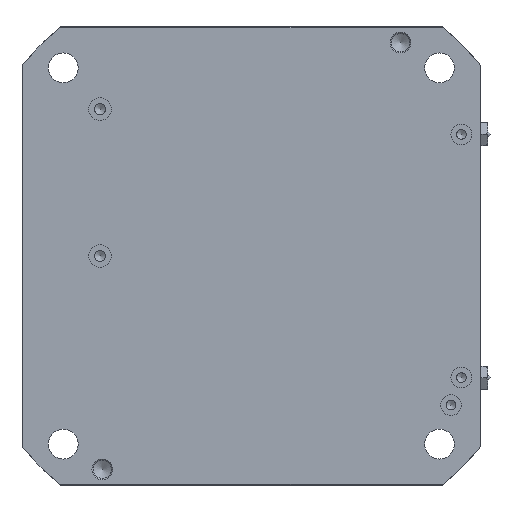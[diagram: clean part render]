
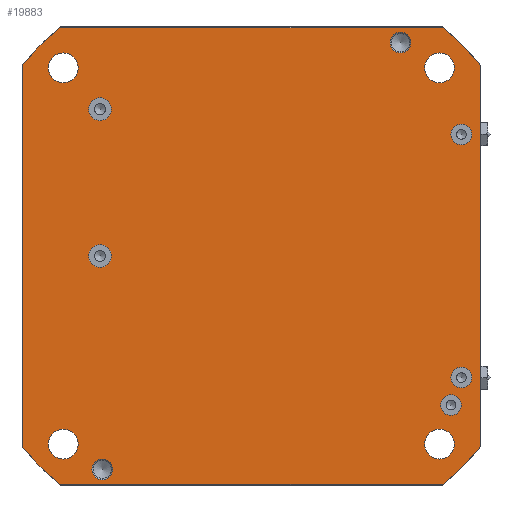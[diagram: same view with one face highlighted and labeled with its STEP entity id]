
A CAD part, front view. The second image highlights one B-rep face of the part: STEP entity #19883.
In plain terms, the highlighted planar face has unit normal (0, -1, 0).
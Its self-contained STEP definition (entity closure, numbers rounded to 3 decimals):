
#2570=LINE('',#32521,#4758);
#2572=LINE('',#32530,#4760);
#2580=LINE('',#32552,#4768);
#2581=LINE('',#32553,#4769);
#4758=VECTOR('',#26605,167.329);
#4760=VECTOR('',#26613,167.329);
#4768=VECTOR('',#26641,166.132);
#4769=VECTOR('',#26642,166.132);
#5704=PLANE('',#21596);
#5930=FACE_BOUND('',#7977,.T.);
#5931=FACE_BOUND('',#7978,.T.);
#5932=FACE_BOUND('',#7979,.T.);
#5933=FACE_BOUND('',#7980,.T.);
#5934=FACE_BOUND('',#7981,.T.);
#5935=FACE_BOUND('',#7982,.T.);
#5936=FACE_BOUND('',#7983,.T.);
#5937=FACE_BOUND('',#7984,.T.);
#5938=FACE_BOUND('',#7985,.T.);
#5939=FACE_BOUND('',#7986,.T.);
#5940=FACE_BOUND('',#7987,.T.);
#6881=FACE_OUTER_BOUND('',#7976,.T.);
#7976=EDGE_LOOP('',(#18244,#18245,#18246,#18247,#18248,#18249,#18250,#18251));
#7977=EDGE_LOOP('',(#18252));
#7978=EDGE_LOOP('',(#18253));
#7979=EDGE_LOOP('',(#18254));
#7980=EDGE_LOOP('',(#18255));
#7981=EDGE_LOOP('',(#18256));
#7982=EDGE_LOOP('',(#18257));
#7983=EDGE_LOOP('',(#18258));
#7984=EDGE_LOOP('',(#18259));
#7985=EDGE_LOOP('',(#18260));
#7986=EDGE_LOOP('',(#18261));
#7987=EDGE_LOOP('',(#18262));
#8394=CIRCLE('',#21461,5.);
#8396=CIRCLE('',#21465,5.);
#8454=CIRCLE('',#21589,130.);
#8455=CIRCLE('',#21591,130.);
#8456=CIRCLE('',#21593,130.);
#8457=CIRCLE('',#21595,130.);
#8458=CIRCLE('',#21597,4.5);
#8459=CIRCLE('',#21598,6.5);
#8460=CIRCLE('',#21599,6.5);
#8461=CIRCLE('',#21600,6.5);
#8462=CIRCLE('',#21601,6.5);
#8463=CIRCLE('',#21602,4.5);
#8464=CIRCLE('',#21603,4.5);
#8465=CIRCLE('',#21604,4.5);
#8466=CIRCLE('',#21605,4.5);
#10120=VERTEX_POINT('',#32062);
#10122=VERTEX_POINT('',#32068);
#10269=VERTEX_POINT('',#32517);
#10270=VERTEX_POINT('',#32519);
#10272=VERTEX_POINT('',#32524);
#10274=VERTEX_POINT('',#32528);
#10275=VERTEX_POINT('',#32536);
#10276=VERTEX_POINT('',#32540);
#10277=VERTEX_POINT('',#32544);
#10278=VERTEX_POINT('',#32548);
#10279=VERTEX_POINT('',#32554);
#10280=VERTEX_POINT('',#32556);
#10281=VERTEX_POINT('',#32558);
#10282=VERTEX_POINT('',#32560);
#10283=VERTEX_POINT('',#32562);
#10284=VERTEX_POINT('',#32564);
#10285=VERTEX_POINT('',#32566);
#10286=VERTEX_POINT('',#32568);
#10287=VERTEX_POINT('',#32570);
#12802=EDGE_CURVE('',#10120,#10120,#8394,.T.);
#12804=EDGE_CURVE('',#10122,#10122,#8396,.T.);
#13001=EDGE_CURVE('',#10270,#10269,#2570,.T.);
#13005=EDGE_CURVE('',#10272,#10274,#2572,.T.);
#13010=EDGE_CURVE('',#10272,#10275,#8454,.T.);
#13012=EDGE_CURVE('',#10276,#10270,#8455,.T.);
#13014=EDGE_CURVE('',#10277,#10274,#8456,.T.);
#13016=EDGE_CURVE('',#10269,#10278,#8457,.T.);
#13017=EDGE_CURVE('',#10277,#10278,#2580,.T.);
#13018=EDGE_CURVE('',#10275,#10276,#2581,.T.);
#13019=EDGE_CURVE('',#10279,#10279,#8458,.T.);
#13020=EDGE_CURVE('',#10280,#10280,#8459,.T.);
#13021=EDGE_CURVE('',#10281,#10281,#8460,.T.);
#13022=EDGE_CURVE('',#10282,#10282,#8461,.T.);
#13023=EDGE_CURVE('',#10283,#10283,#8462,.T.);
#13024=EDGE_CURVE('',#10284,#10284,#8463,.T.);
#13025=EDGE_CURVE('',#10285,#10285,#8464,.T.);
#13026=EDGE_CURVE('',#10286,#10286,#8465,.T.);
#13027=EDGE_CURVE('',#10287,#10287,#8466,.T.);
#18244=ORIENTED_EDGE('',*,*,#13010,.F.);
#18245=ORIENTED_EDGE('',*,*,#13005,.T.);
#18246=ORIENTED_EDGE('',*,*,#13014,.F.);
#18247=ORIENTED_EDGE('',*,*,#13017,.T.);
#18248=ORIENTED_EDGE('',*,*,#13016,.F.);
#18249=ORIENTED_EDGE('',*,*,#13001,.F.);
#18250=ORIENTED_EDGE('',*,*,#13012,.F.);
#18251=ORIENTED_EDGE('',*,*,#13018,.F.);
#18252=ORIENTED_EDGE('',*,*,#12802,.T.);
#18253=ORIENTED_EDGE('',*,*,#12804,.T.);
#18254=ORIENTED_EDGE('',*,*,#13019,.F.);
#18255=ORIENTED_EDGE('',*,*,#13020,.T.);
#18256=ORIENTED_EDGE('',*,*,#13021,.T.);
#18257=ORIENTED_EDGE('',*,*,#13022,.T.);
#18258=ORIENTED_EDGE('',*,*,#13023,.T.);
#18259=ORIENTED_EDGE('',*,*,#13024,.F.);
#18260=ORIENTED_EDGE('',*,*,#13025,.F.);
#18261=ORIENTED_EDGE('',*,*,#13026,.F.);
#18262=ORIENTED_EDGE('',*,*,#13027,.F.);
#19883=ADVANCED_FACE('',(#6881,#5930,#5931,#5932,#5933,#5934,#5935,#5936,
#5937,#5938,#5939,#5940),#5704,.F.);
#21461=AXIS2_PLACEMENT_3D('',#32063,#26246,#26247);
#21465=AXIS2_PLACEMENT_3D('',#32069,#26254,#26255);
#21589=AXIS2_PLACEMENT_3D('',#32538,#26622,#26623);
#21591=AXIS2_PLACEMENT_3D('',#32542,#26627,#26628);
#21593=AXIS2_PLACEMENT_3D('',#32546,#26632,#26633);
#21595=AXIS2_PLACEMENT_3D('',#32550,#26637,#26638);
#21596=AXIS2_PLACEMENT_3D('',#32551,#26639,#26640);
#21597=AXIS2_PLACEMENT_3D('',#32555,#26643,#26644);
#21598=AXIS2_PLACEMENT_3D('',#32557,#26645,#26646);
#21599=AXIS2_PLACEMENT_3D('',#32559,#26647,#26648);
#21600=AXIS2_PLACEMENT_3D('',#32561,#26649,#26650);
#21601=AXIS2_PLACEMENT_3D('',#32563,#26651,#26652);
#21602=AXIS2_PLACEMENT_3D('',#32565,#26653,#26654);
#21603=AXIS2_PLACEMENT_3D('',#32567,#26655,#26656);
#21604=AXIS2_PLACEMENT_3D('',#32569,#26657,#26658);
#21605=AXIS2_PLACEMENT_3D('',#32571,#26659,#26660);
#26246=DIRECTION('center_axis',(0.,1.,0.));
#26247=DIRECTION('ref_axis',(-1.,0.,0.));
#26254=DIRECTION('center_axis',(0.,1.,0.));
#26255=DIRECTION('ref_axis',(-1.,0.,0.));
#26605=DIRECTION('',(-1.,0.,0.));
#26613=DIRECTION('',(-1.,0.,0.));
#26622=DIRECTION('center_axis',(0.,1.,0.));
#26623=DIRECTION('ref_axis',(0.,0.,1.));
#26627=DIRECTION('center_axis',(0.,1.,0.));
#26628=DIRECTION('ref_axis',(0.,0.,1.));
#26632=DIRECTION('center_axis',(0.,1.,0.));
#26633=DIRECTION('ref_axis',(0.,0.,1.));
#26637=DIRECTION('center_axis',(0.,1.,0.));
#26638=DIRECTION('ref_axis',(0.,0.,1.));
#26639=DIRECTION('center_axis',(0.,1.,0.));
#26640=DIRECTION('ref_axis',(0.,0.,1.));
#26641=DIRECTION('',(0.,0.,-1.));
#26642=DIRECTION('',(0.,0.,-1.));
#26643=DIRECTION('center_axis',(0.,-1.,0.));
#26644=DIRECTION('ref_axis',(0.,0.,-1.));
#26645=DIRECTION('center_axis',(0.,1.,0.));
#26646=DIRECTION('ref_axis',(0.,0.,1.));
#26647=DIRECTION('center_axis',(0.,1.,0.));
#26648=DIRECTION('ref_axis',(0.,0.,1.));
#26649=DIRECTION('center_axis',(0.,1.,0.));
#26650=DIRECTION('ref_axis',(0.,0.,1.));
#26651=DIRECTION('center_axis',(0.,1.,0.));
#26652=DIRECTION('ref_axis',(0.,0.,1.));
#26653=DIRECTION('center_axis',(0.,-1.,0.));
#26654=DIRECTION('ref_axis',(0.,0.,-1.));
#26655=DIRECTION('center_axis',(0.,-1.,0.));
#26656=DIRECTION('ref_axis',(0.,0.,-1.));
#26657=DIRECTION('center_axis',(0.,-1.,0.));
#26658=DIRECTION('ref_axis',(0.,0.,-1.));
#26659=DIRECTION('center_axis',(0.,-1.,0.));
#26660=DIRECTION('ref_axis',(0.,0.,-1.));
#32062=CARTESIAN_POINT('',(-61.,0.,0.));
#32063=CARTESIAN_POINT('Origin',(-66.,0.,0.));
#32068=CARTESIAN_POINT('',(-61.,0.,64.));
#32069=CARTESIAN_POINT('Origin',(-66.,0.,64.));
#32517=CARTESIAN_POINT('',(-83.665,0.,-99.5));
#32519=CARTESIAN_POINT('',(83.665,0.,-99.5));
#32521=CARTESIAN_POINT('',(83.665,0.,-99.5));
#32524=CARTESIAN_POINT('',(83.665,0.,99.5));
#32528=CARTESIAN_POINT('',(-83.665,0.,99.5));
#32530=CARTESIAN_POINT('',(83.665,0.,99.5));
#32536=CARTESIAN_POINT('',(100.,0.,83.066));
#32538=CARTESIAN_POINT('Origin',(0.,0.,0.));
#32540=CARTESIAN_POINT('',(100.,0.,-83.066));
#32542=CARTESIAN_POINT('Origin',(0.,0.,0.));
#32544=CARTESIAN_POINT('',(-100.,0.,83.066));
#32546=CARTESIAN_POINT('Origin',(0.,0.,0.));
#32548=CARTESIAN_POINT('',(-100.,0.,-83.066));
#32550=CARTESIAN_POINT('Origin',(0.,0.,0.));
#32551=CARTESIAN_POINT('Origin',(100.,0.,99.5));
#32552=CARTESIAN_POINT('',(-100.,0.,83.066));
#32553=CARTESIAN_POINT('',(100.,0.,83.066));
#32554=CARTESIAN_POINT('',(65.,0.,88.5));
#32555=CARTESIAN_POINT('Origin',(65.,0.,93.));
#32556=CARTESIAN_POINT('',(-82.,0.,-75.5));
#32557=CARTESIAN_POINT('Origin',(-82.,0.,-82.));
#32558=CARTESIAN_POINT('',(-82.,0.,88.5));
#32559=CARTESIAN_POINT('Origin',(-82.,0.,82.));
#32560=CARTESIAN_POINT('',(82.,0.,-75.5));
#32561=CARTESIAN_POINT('Origin',(82.,0.,-82.));
#32562=CARTESIAN_POINT('',(82.,0.,88.5));
#32563=CARTESIAN_POINT('Origin',(82.,0.,82.));
#32564=CARTESIAN_POINT('',(91.5,0.,48.5));
#32565=CARTESIAN_POINT('Origin',(91.5,0.,53.));
#32566=CARTESIAN_POINT('',(91.5,0.,-57.5));
#32567=CARTESIAN_POINT('Origin',(91.5,0.,
-53.));
#32568=CARTESIAN_POINT('',(87.,0.,-69.5));
#32569=CARTESIAN_POINT('Origin',(87.,0.,
-65.));
#32570=CARTESIAN_POINT('',(-65.,0.,-97.5));
#32571=CARTESIAN_POINT('Origin',(-65.,0.,-93.));
